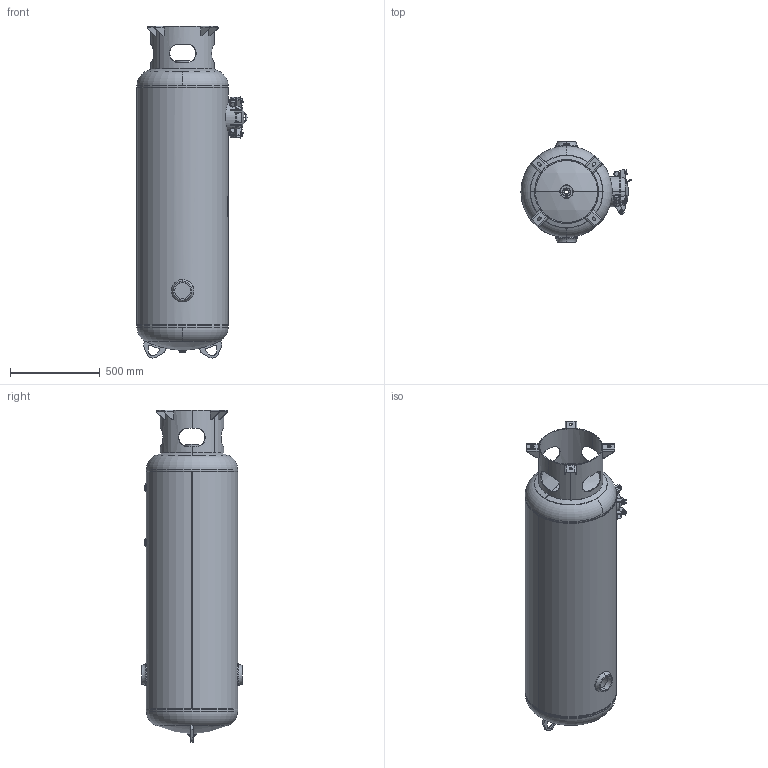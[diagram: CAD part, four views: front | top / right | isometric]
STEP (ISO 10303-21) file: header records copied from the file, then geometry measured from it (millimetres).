
FILE_DESCRIPTION (( 'STEP AP203' ), '1' );
FILE_NAME ('300957.STEP', '2012-03-05T20:46:10', ( '' ), ( '' ), 'SwSTEP 2.0', 'SolidWorks 2011', '' );
FILE_SCHEMA (( 'CONFIG_CONTROL_DESIGN' ));
Length unit declared in the file: inch
Products named in the file (1): 300957
Bounding box: 613.12 x 558.8 x 1849.48 mm (x, y, z)
Surface area: 5899537.2 mm2 (no closed solid volume)
Topology: 0 solids, 83 shells, 499 faces, 1432 edges, 974 vertices
Faces by surface type: plane 247, cylinder 139, torus 44, cone 43, bspline 18, sphere 8
Full cylindrical faces by diameter (mm): 502.209 x1, 508 x1
Entity records: 23330 total; most frequent: CARTESIAN_POINT 10365, DIRECTION 2794, ORIENTED_EDGE 2317, EDGE_CURVE 1432, AXIS2_PLACEMENT_3D 1091, VERTEX_POINT 974, LINE 612, VECTOR 612
